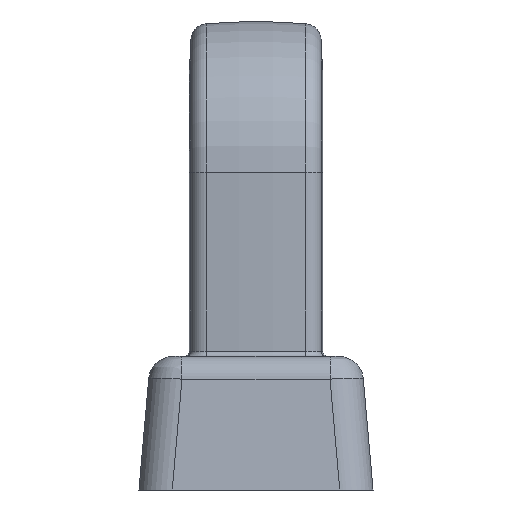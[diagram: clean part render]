
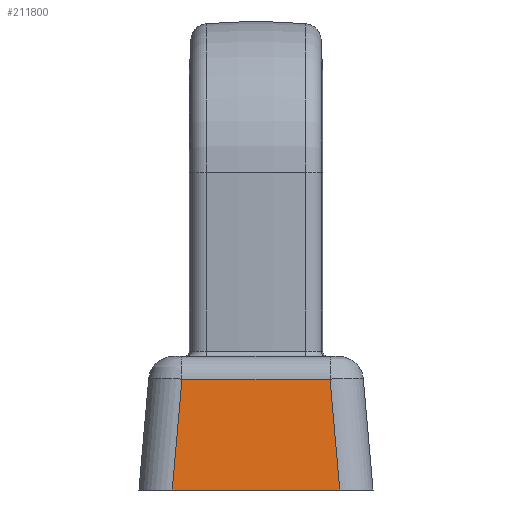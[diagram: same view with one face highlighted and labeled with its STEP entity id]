
A CAD part, front view. The second image highlights one B-rep face of the part: STEP entity #211800.
In plain terms, the highlighted planar face has unit normal (0, -0.996, 0.087).
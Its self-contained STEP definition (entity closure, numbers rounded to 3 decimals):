
#210=CARTESIAN_POINT('',(0.,-144.,0.));
#220=DIRECTION('',(1.,0.,0.));
#230=VECTOR('',#220,1.);
#240=LINE('',#210,#230);
#250=CARTESIAN_POINT('',(1.992,-144.,0.));
#260=VERTEX_POINT('',#250);
#270=CARTESIAN_POINT('',(12.008,-144.,0.));
#280=VERTEX_POINT('',#270);
#290=EDGE_CURVE('',#260,#280,#240,.T.);
#192140=CARTESIAN_POINT('',(2.573,-143.42,
6.631));
#192150=VERTEX_POINT('',#192140);
#192770=CARTESIAN_POINT('',(2.008,-143.985,
0.174));
#192780=DIRECTION('',(-0.087,-0.087,
-0.992));
#192790=VECTOR('',#192780,1.);
#192800=LINE('',#192770,#192790);
#192810=EDGE_CURVE('',#192150,#260,#192800,.T.);
#195040=CARTESIAN_POINT('',(11.427,-143.42,
6.631));
#195050=VERTEX_POINT('',#195040);
#195080=CARTESIAN_POINT('',(0.,-143.42,6.631));
#195090=DIRECTION('',(1.,0.,0.));
#195100=VECTOR('',#195090,1.);
#195110=LINE('',#195080,#195100);
#195120=EDGE_CURVE('',#192150,#195050,#195110,.T.);
#211640=CARTESIAN_POINT('',(0.,-144.,0.));
#211650=DIRECTION('',(0.,0.996,-0.087));
#211660=DIRECTION('',(1.,0.,0.));
#211670=AXIS2_PLACEMENT_3D('',#211640,#211650,#211660);
#211680=PLANE('',#211670);
#211690=ORIENTED_EDGE('',*,*,#195120,.F.);
#211700=CARTESIAN_POINT('',(11.992,-143.985,
0.174));
#211710=DIRECTION('',(0.087,-0.087,
-0.992));
#211720=VECTOR('',#211710,1.);
#211730=LINE('',#211700,#211720);
#211740=EDGE_CURVE('',#195050,#280,#211730,.T.);
#211750=ORIENTED_EDGE('',*,*,#211740,.F.);
#211760=ORIENTED_EDGE('',*,*,#290,.T.);
#211770=ORIENTED_EDGE('',*,*,#192810,.T.);
#211780=EDGE_LOOP('',(#211770,#211760,#211750,#211690));
#211790=FACE_OUTER_BOUND('',#211780,.T.);
#211800=ADVANCED_FACE('',(#211790),#211680,.F.);
